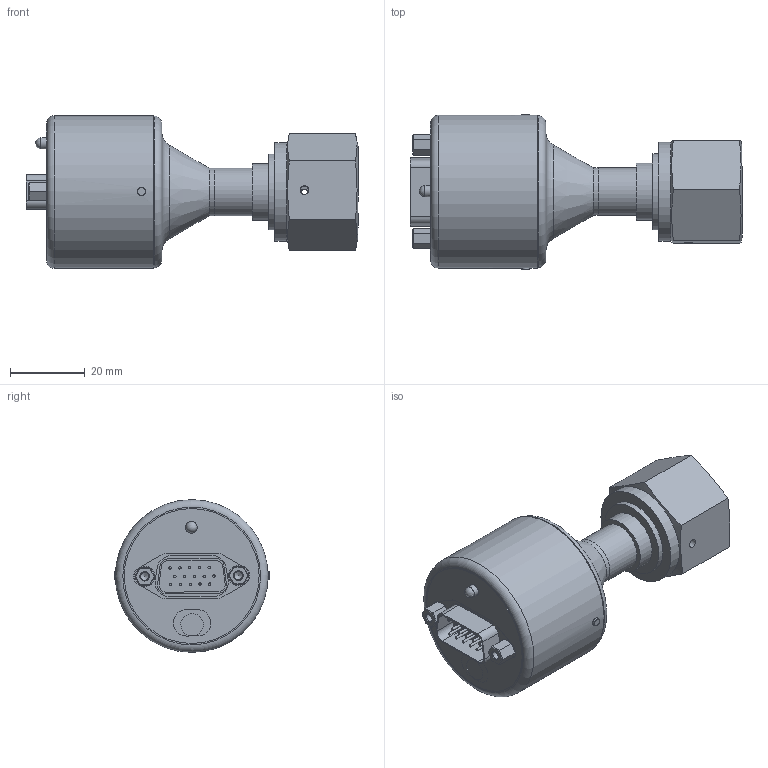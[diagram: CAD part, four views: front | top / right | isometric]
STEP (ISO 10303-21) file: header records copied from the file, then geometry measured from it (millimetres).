
FILE_DESCRIPTION((''),'2;1');
FILE_NAME('902B-VCR8-ASSEMBLY.stp','2014-09-02T13:42:48',('HeibyJa'),(''),'Autodesk Inventor 2013','Autodesk Inventor 2013','');
FILE_SCHEMA(('AUTOMOTIVE_DESIGN { 1 0 10303 214 1 1 1 1 }'));
Products named in the file (12): 902B-VCR8-ASSEMBLY; 100013962; 100013958; 100013960; 100013909; 100017580; 100017584; 100017623; 100017620; 100013116; 100013119; 100017070
Assembly tree (13 placements, depth 3):
  902B-VCR8-ASSEMBLY
    100013962
      100013958
      100013960
    100013909  x2
    100017580
      100017584
      100017623
      100017620
    100013116
    100013119
    100017070  x2
Bounding box: 88.57 x 41.6 x 40.75 mm (x, y, z)
Volume: 23925.2 mm3; surface area: 25426.9 mm2
Topology: 11 solids, 11 shells, 446 faces, 969 edges, 586 vertices
Faces by surface type: plane 264, cylinder 161, cone 15, torus 5, sphere 1
Full cylindrical faces by diameter (mm): 0.65 x30, 1.567 x3, 2.05 x4, 2.156 x4, 2.286 x2, 2.301 x2, 2.7 x2, 2.997 x1, 3 x3, 3.175 x2, 3.2 x1, 3.45 x2, 3.5 x2, 5.4 x2, 6 x1, 10.1 x1, 10.16 x1, 12.7 x2, 15.24 x1, 15.494 x1, 18.6 x1, 18.796 x1, 19 x1, 20.32 x1, 20.625 x1, 26.416 x1, 36 x1, 38 x1, 39.6 x2, 39.75 x1
Entity records: 10013 total; most frequent: CARTESIAN_POINT 1828, DIRECTION 1717, ORIENTED_EDGE 1348, AXIS2_PLACEMENT_3D 678, EDGE_CURVE 674, EDGE_LOOP 547, VERTEX_POINT 475, FACE_OUTER_BOUND 362
